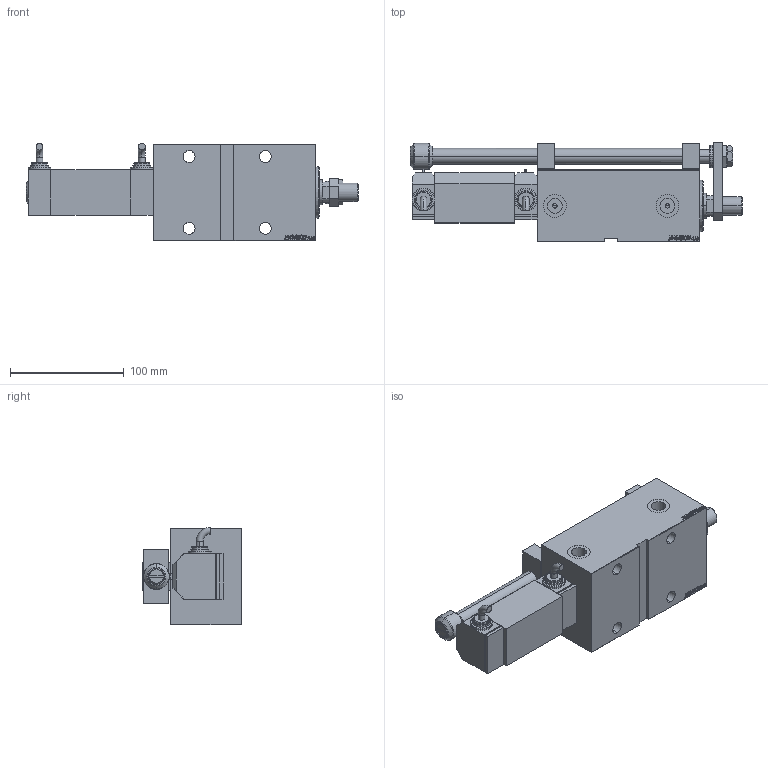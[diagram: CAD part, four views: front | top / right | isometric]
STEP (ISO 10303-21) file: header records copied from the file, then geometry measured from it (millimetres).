
FILE_DESCRIPTION (( 'STEP AP203' ), '1' );
FILE_NAME ('cbbb.STEP', '2025-12-11T10:36:17', ( '' ), ( '' ), 'SwSTEP 2.0', 'SolidWorks 2019', '' );
FILE_SCHEMA (( 'CONFIG_CONTROL_DESIGN' ));
Length unit declared in the file: millimetre
Products named in the file (14): ZARAZKA_P 083b61a9030702558fc1615f6b49d9a0; NUT_D16 083b61a9030702558fc1615f6b49d9a0; V450CM_E_Body 083b61a9030702558fc1615f6b49d9a0; V450CM_MALE_METRIC 083b61a9030702558fc1615f6b49d9a0; KROUZEK_PRO_TYC 083b61a9030702558fc1615f6b49d9a0; MIDDLE 083b61a9030702558fc1615f6b49d9a0; SWITCH_P_FRONT_BACK 083b61a9030702558fc1615f6b49d9a0; V450CM_VC_B 083b61a9030702558fc1615f6b49d9a0; V450CM_E_VCP 083b61a9030702558fc1615f6b49d9a0; NUT_D19_P 083b61a9030702558fc1615f6b49d9a0; SWITCH P 083b61a9030702558fc1615f6b49d9a0; cbbb; SWITCH DIM W_B 083b61a9030702558fc1615f6b49d9a0; TYC_P 083b61a9030702558fc1615f6b49d9a0
Assembly tree (15 placements, depth 2):
  cbbb
    V450CM_E_Body 083b61a9030702558fc1615f6b49d9a0
    V450CM_E_VCP 083b61a9030702558fc1615f6b49d9a0
    V450CM_VC_B 083b61a9030702558fc1615f6b49d9a0
    V450CM_MALE_METRIC 083b61a9030702558fc1615f6b49d9a0
    ZARAZKA_P 083b61a9030702558fc1615f6b49d9a0
    KROUZEK_PRO_TYC 083b61a9030702558fc1615f6b49d9a0
    MIDDLE 083b61a9030702558fc1615f6b49d9a0
    NUT_D16 083b61a9030702558fc1615f6b49d9a0
    NUT_D19_P 083b61a9030702558fc1615f6b49d9a0
    SWITCH DIM W_B 083b61a9030702558fc1615f6b49d9a0
    SWITCH P 083b61a9030702558fc1615f6b49d9a0  x2
    SWITCH_P_FRONT_BACK 083b61a9030702558fc1615f6b49d9a0  x2
    TYC_P 083b61a9030702558fc1615f6b49d9a0
Bounding box: 291.8 x 87.5 x 85.76 mm (x, y, z)
Volume: 939703.4 mm3; surface area: 165267.7 mm2
Topology: 15 solids, 15 shells, 1095 faces, 2736 edges, 1796 vertices
Faces by surface type: plane 526, bspline 380, cylinder 114, cone 41, torus 34
Entity records: 49383 total; most frequent: CARTESIAN_POINT 25495, ORIENTED_EDGE 5172, DIRECTION 3411, EDGE_CURVE 2586, VERTEX_POINT 1700, LINE 1499, VECTOR 1499, EDGE_LOOP 1182
